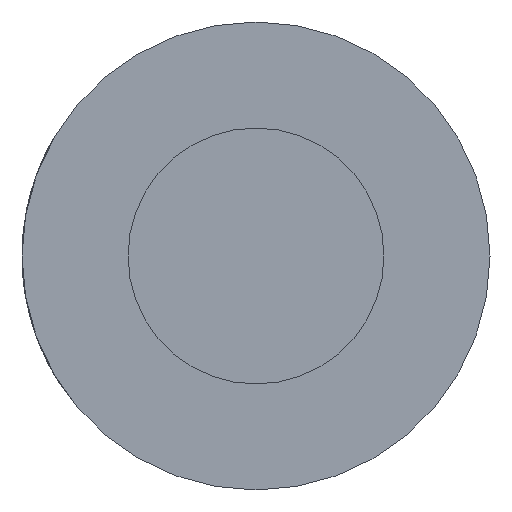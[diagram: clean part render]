
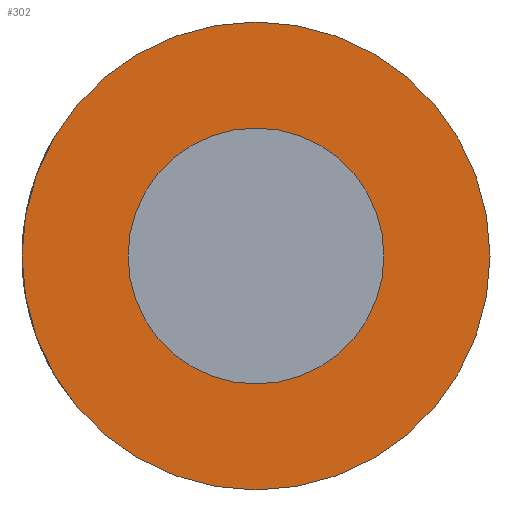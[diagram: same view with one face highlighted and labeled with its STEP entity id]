
A CAD part, front view. The second image highlights one B-rep face of the part: STEP entity #302.
In plain terms, the highlighted planar face has unit normal (0, -1, 0).
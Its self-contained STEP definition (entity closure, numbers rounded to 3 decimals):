
#122=PLANE('',#2756);
#302=ADVANCED_FACE('',(#487,#488),#122,.T.);
#487=FACE_BOUND('',#540,.T.);
#488=FACE_BOUND('',#541,.T.);
#540=EDGE_LOOP('',(#751));
#541=EDGE_LOOP('',(#752));
#751=ORIENTED_EDGE('',*,*,#1485,.F.);
#752=ORIENTED_EDGE('',*,*,#1486,.T.);
#1295=VERTEX_POINT('',#4198);
#1296=VERTEX_POINT('',#4201);
#1485=EDGE_CURVE('',#1295,#1295,#1750,.T.);
#1486=EDGE_CURVE('',#1296,#1296,#1751,.T.);
#1750=CIRCLE('',#2753,0.875);
#1751=CIRCLE('',#2755,1.6);
#2753=AXIS2_PLACEMENT_3D('',#4197,#3144,#3145);
#2755=AXIS2_PLACEMENT_3D('',#4200,#3148,#3149);
#2756=AXIS2_PLACEMENT_3D('',#4202,#3150,#3151);
#3144=DIRECTION('',(0.,-1.,0.));
#3145=DIRECTION('',(-1.,0.,0.));
#3148=DIRECTION('',(0.,-1.,0.));
#3149=DIRECTION('',(-1.,0.,0.));
#3150=DIRECTION('',(0.,-1.,0.));
#3151=DIRECTION('',(0.,0.,1.));
#4197=CARTESIAN_POINT('',(0.,0.,0.));
#4198=CARTESIAN_POINT('',(-0.875,0.,0.));
#4200=CARTESIAN_POINT('',(0.,0.,0.));
#4201=CARTESIAN_POINT('',(-1.6,0.,0.));
#4202=CARTESIAN_POINT('',(1.76,0.,-1.76));
